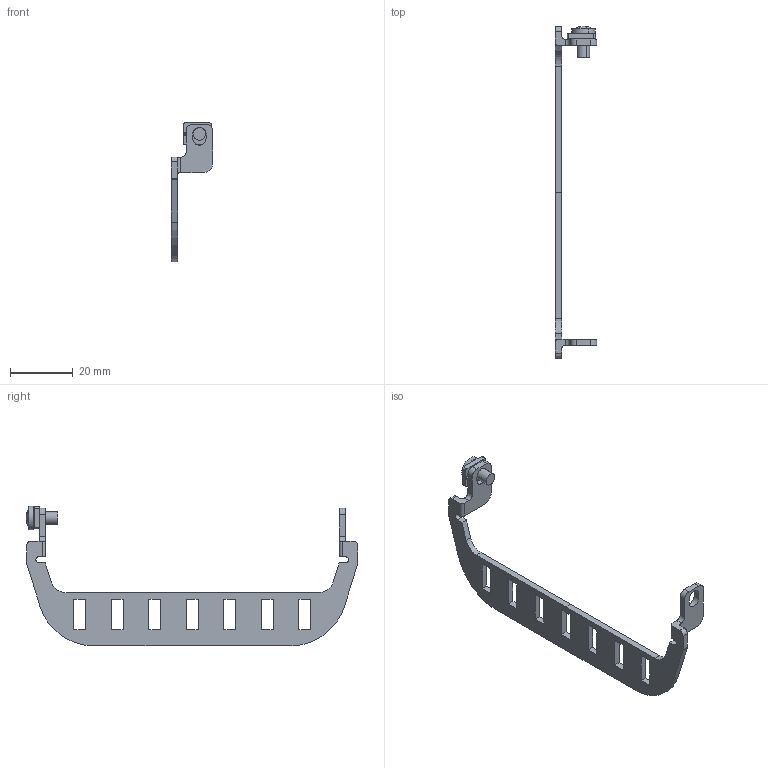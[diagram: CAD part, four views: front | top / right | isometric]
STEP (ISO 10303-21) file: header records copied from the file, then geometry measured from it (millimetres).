
FILE_DESCRIPTION(('CATIA V5 STEP Exchange','CAx-IF Rec.Pracs.--- Model Styling and Organization---1.4--- 2014-01-23'),'2;1');
FILE_NAME ('003206-1_1', '2019-07-26T08:07:50+00:00', ('none'), ('Weidmueller'), 'CATIA Version 5-6 Release 2016 SP3 HF44', 'CATIA V5 STEP AP214', 'none');
FILE_SCHEMA(('AUTOMOTIVE_DESIGN { 1 0 10303 214 1 1 1 1 }'));
Length unit declared in the file: millimetre
Products named in the file (1): 1011380000
Bounding box: 13.2 x 106.16 x 44.65 mm (x, y, z)
Volume: 3684.6 mm3; surface area: 5042.4 mm2
Topology: 3 solids, 3 shells, 157 faces, 448 edges, 295 vertices
Faces by surface type: plane 100, cylinder 46, cone 9, sphere 2
Entity records: 5014 total; most frequent: CARTESIAN_POINT 1209, ORIENTED_EDGE 890, DIRECTION 591, EDGE_CURVE 445, VERTEX_POINT 295, VECTOR 261, LINE 261, AXIS2_PLACEMENT_3D 219
